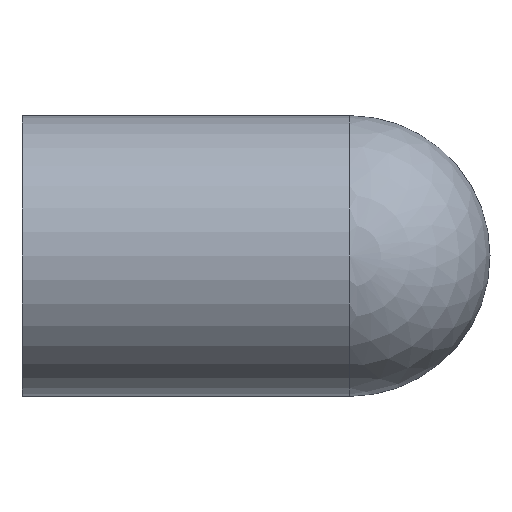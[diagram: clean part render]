
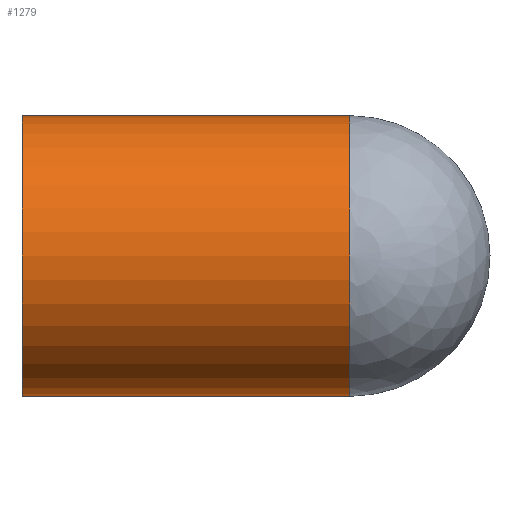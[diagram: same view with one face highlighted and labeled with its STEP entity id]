
A CAD part, left-side view. The second image highlights one B-rep face of the part: STEP entity #1279.
In plain terms, the highlighted cylindrical face has radius 15 mm (diameter 30 mm), a partial arc.
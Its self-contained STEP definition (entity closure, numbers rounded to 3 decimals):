
#46 = AXIS2_PLACEMENT_3D ( 'NONE', #345, #264, #919 ) ;
#151 = AXIS2_PLACEMENT_3D ( 'NONE', #645, #1479, #307 ) ;
#264 = DIRECTION ( 'NONE',  ( 0., 1., 0. ) ) ;
#278 = CARTESIAN_POINT ( 'NONE',  ( 0., 35., 0. ) ) ;
#307 = DIRECTION ( 'NONE',  ( 0., 0., 1. ) ) ;
#309 = VERTEX_POINT ( 'NONE', #1302 ) ;
#345 = CARTESIAN_POINT ( 'NONE',  ( 0., 0., 0. ) ) ;
#402 = DIRECTION ( 'NONE',  ( 0., -1., 0. ) ) ;
#421 = FACE_OUTER_BOUND ( 'NONE', #1326, .T. ) ;
#434 = LINE ( 'NONE', #660, #1415 ) ;
#471 = LINE ( 'NONE', #1165, #542 ) ;
#472 = ORIENTED_EDGE ( 'NONE', *, *, #1002, .F. ) ;
#542 = VECTOR ( 'NONE', #586, 1000. ) ;
#553 = VERTEX_POINT ( 'NONE', #980 ) ;
#570 = ORIENTED_EDGE ( 'NONE', *, *, #779, .T. ) ;
#586 = DIRECTION ( 'NONE',  ( 0., -1., 0. ) ) ;
#645 = CARTESIAN_POINT ( 'NONE',  ( 0., 35., 0. ) ) ;
#660 = CARTESIAN_POINT ( 'NONE',  ( 0., 35., 15. ) ) ;
#715 = EDGE_CURVE ( 'NONE', #1008, #553, #866, .T. ) ;
#779 = EDGE_CURVE ( 'NONE', #1008, #309, #471, .T. ) ;
#798 = CARTESIAN_POINT ( 'NONE',  ( 0., 0., 15. ) ) ;
#806 = EDGE_CURVE ( 'NONE', #309, #814, #1071, .T. ) ;
#814 = VERTEX_POINT ( 'NONE', #798 ) ;
#866 = CIRCLE ( 'NONE', #151, 15. ) ;
#919 = DIRECTION ( 'NONE',  ( 0., 0., 1. ) ) ;
#980 = CARTESIAN_POINT ( 'NONE',  ( 0., 35., 15. ) ) ;
#1002 = EDGE_CURVE ( 'NONE', #553, #814, #434, .T. ) ;
#1008 = VERTEX_POINT ( 'NONE', #1253 ) ;
#1071 = CIRCLE ( 'NONE', #46, 15. ) ;
#1128 = DIRECTION ( 'NONE',  ( 0., -1., 0. ) ) ;
#1165 = CARTESIAN_POINT ( 'NONE',  ( 0., 35., -15. ) ) ;
#1228 = CYLINDRICAL_SURFACE ( 'NONE', #1372, 15. ) ;
#1253 = CARTESIAN_POINT ( 'NONE',  ( 0., 35., -15. ) ) ;
#1279 = ADVANCED_FACE ( 'NONE', ( #421 ), #1228, .T. ) ;
#1302 = CARTESIAN_POINT ( 'NONE',  ( 0., 0., -15. ) ) ;
#1326 = EDGE_LOOP ( 'NONE', ( #472, #1335, #570, #1507 ) ) ;
#1335 = ORIENTED_EDGE ( 'NONE', *, *, #715, .F. ) ;
#1372 = AXIS2_PLACEMENT_3D ( 'NONE', #278, #402, #1437 ) ;
#1415 = VECTOR ( 'NONE', #1128, 1000. ) ;
#1437 = DIRECTION ( 'NONE',  ( 0., 0., -1. ) ) ;
#1479 = DIRECTION ( 'NONE',  ( 0., 1., 0. ) ) ;
#1507 = ORIENTED_EDGE ( 'NONE', *, *, #806, .T. ) ;
